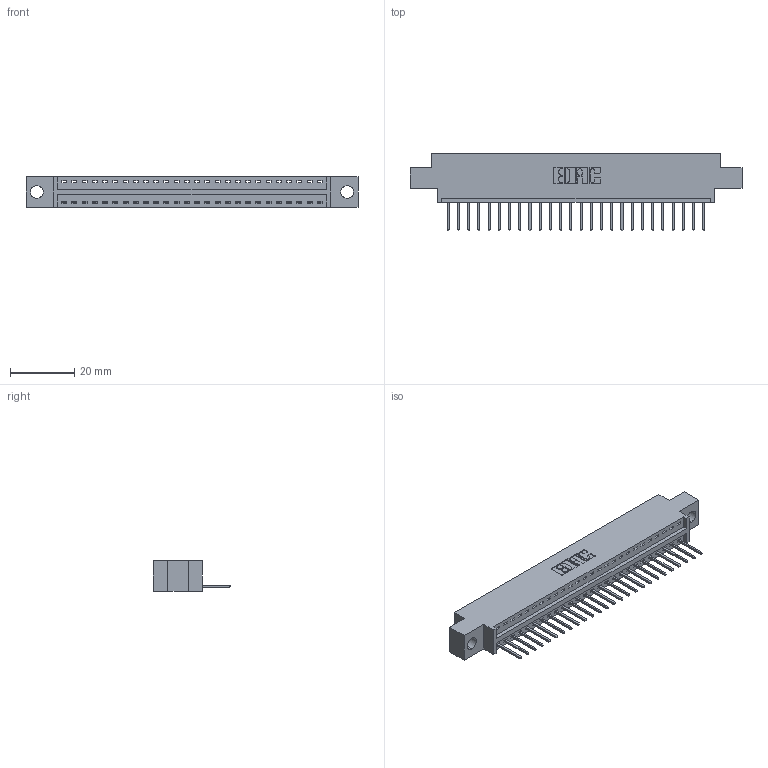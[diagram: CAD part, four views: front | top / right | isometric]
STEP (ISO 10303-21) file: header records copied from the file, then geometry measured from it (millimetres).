
FILE_DESCRIPTION (( 'STEP AP203' ), '1' );
FILE_NAME ('346-026-526-604.STEP', '2022-05-06T02:46:26', ( '' ), ( '' ), 'SwSTEP 2.0', 'SolidWorks 2020', '' );
FILE_SCHEMA (( 'CONFIG_CONTROL_DESIGN' ));
Length unit declared in the file: inch
Products named in the file (3): 346 Part_0.170 Offset - 0.156 Dia-TH; 345-292-001_345-293-126; 346-026-526-604
Assembly tree (27 placements, depth 2):
  346-026-526-604
    346 Part_0.170 Offset - 0.156 Dia-TH
    345-292-001_345-293-126  x26
Bounding box: 103.12 x 24.13 x 9.4 mm (x, y, z)
Volume: 9479.7 mm3; surface area: 11648.1 mm2
Topology: 27 solids, 27 shells, 1648 faces, 4953 edges, 3266 vertices
Faces by surface type: plane 1134, cylinder 514
Entity records: 18859 total; most frequent: CARTESIAN_POINT 3248, ORIENTED_EDGE 3206, DIRECTION 2883, EDGE_CURVE 1603, LINE 1367, VECTOR 1367, VERTEX_POINT 1066, AXIS2_PLACEMENT_3D 758
